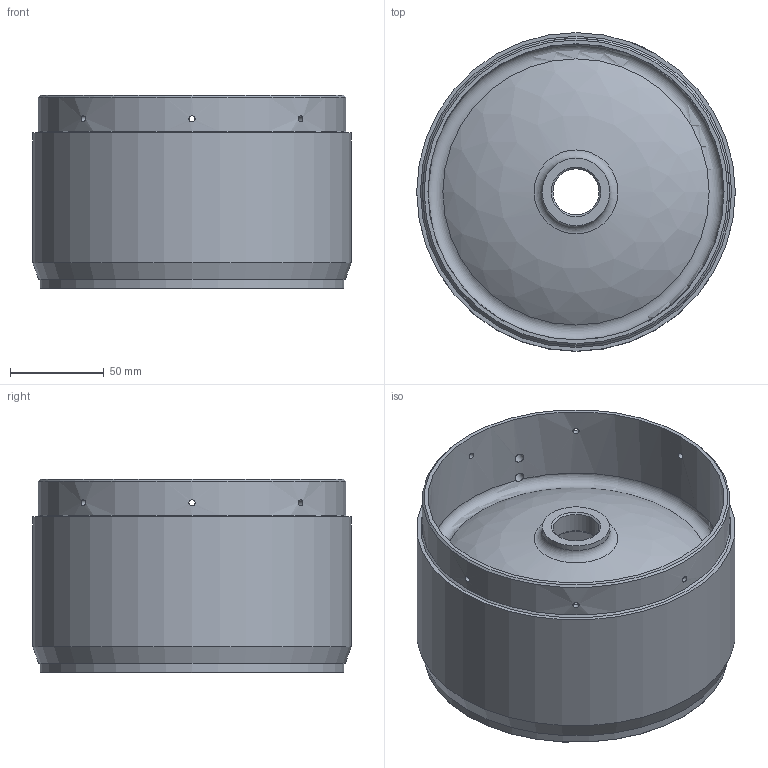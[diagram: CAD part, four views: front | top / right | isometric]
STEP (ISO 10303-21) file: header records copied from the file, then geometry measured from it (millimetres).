
FILE_DESCRIPTION(/* description */ (''),/* implementation_level */ '2;1');
FILE_NAME(/* name */ 'TWR.2A.4.01.00.002_tank_end_top.stp',/* time_stamp */ '2023-04-17T03:08:01+02:00',/* author */ (''),/* organization */ (''),/* preprocessor_version */ 'ST-DEVELOPER v18.101',/* originating_system */ 'SIEMENS PLM Software NX 2011',/* authorisation */ '');
FILE_SCHEMA (('AUTOMOTIVE_DESIGN { 1 0 10303 214 3 1 1 1 }'));
Length unit declared in the file: millimetre
Products named in the file (1): TWR.2A.4.01.00.002_tank_end_top
Bounding box: 170 x 170 x 103 mm (x, y, z)
Volume: 403371.9 mm3; surface area: 145038.5 mm2
Topology: 1 solids, 1 shells, 36 faces, 89 edges, 55 vertices
Faces by surface type: cylinder 18, cone 9, plane 5, revolution 2, torus 2
Full cylindrical faces by diameter (mm): 3.3 x8, 5 x2, 24.608 x1, 36 x1, 158 x1, 160 x1, 162 x2, 164 x1, 170 x1
Entity records: 1984 total; most frequent: CARTESIAN_POINT 1281, DIRECTION 124, ORIENTED_EDGE 94, FACE_BOUND 91, EDGE_LOOP 91, AXIS2_PLACEMENT_3D 61, EDGE_CURVE 47, VERTEX_POINT 46
